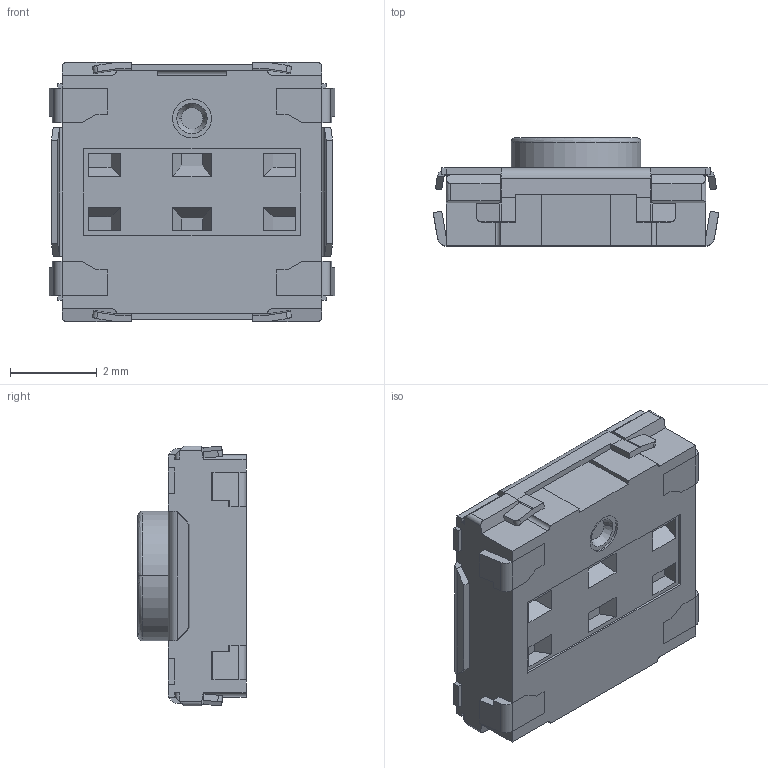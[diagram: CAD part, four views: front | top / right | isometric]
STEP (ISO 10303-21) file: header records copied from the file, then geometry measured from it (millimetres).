
FILE_DESCRIPTION (( 'STEP AP214' ), '1' );
FILE_NAME ('EVQQ2-BFKPUY-02W.STEP', '2018-08-09T01:40:37', ( '' ), ( '' ), 'SwSTEP 2.0', 'SolidWorks 2016', '' );
FILE_SCHEMA (( 'AUTOMOTIVE_DESIGN' ));
Length unit declared in the file: millimetre
Products named in the file (1): EVQQ2-BFKPUY-02W
Bounding box: 6.6 x 2.5 x 6 mm (x, y, z)
Volume: 65.6 mm3; surface area: 158.5 mm2
Topology: 5 solids, 5 shells, 283 faces, 742 edges, 480 vertices
Faces by surface type: plane 229, cylinder 50, bspline 2, cone 2
Entity records: 8660 total; most frequent: CARTESIAN_POINT 1632, ORIENTED_EDGE 1484, DIRECTION 1374, EDGE_CURVE 742, LINE 610, VECTOR 610, VERTEX_POINT 480, AXIS2_PLACEMENT_3D 382
